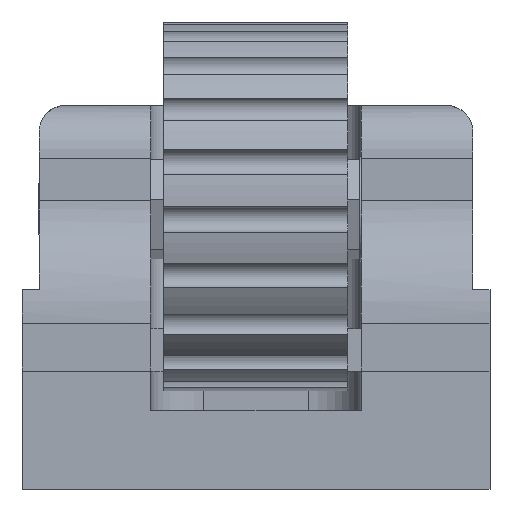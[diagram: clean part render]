
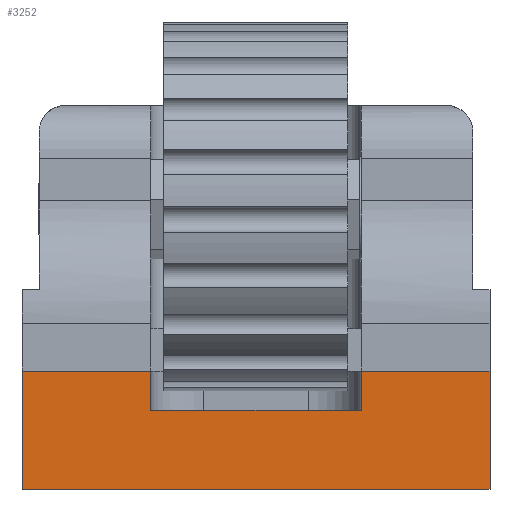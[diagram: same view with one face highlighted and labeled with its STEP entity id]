
A CAD part, front view. The second image highlights one B-rep face of the part: STEP entity #3252.
In plain terms, the highlighted planar face has unit normal (0, -1, 0).
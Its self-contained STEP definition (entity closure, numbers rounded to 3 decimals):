
#394=FACE_OUTER_BOUND('',#576,.T.);
#576=EDGE_LOOP('',(#2536,#2537,#2538,#2539,#2540,#2541,#2542,#2543));
#779=LINE('',#5138,#1096);
#790=LINE('',#5186,#1107);
#794=LINE('',#5193,#1111);
#799=LINE('',#5208,#1116);
#800=LINE('',#5210,#1117);
#801=LINE('',#5211,#1118);
#802=LINE('',#5213,#1119);
#803=LINE('',#5214,#1120);
#1096=VECTOR('',#4179,10.);
#1107=VECTOR('',#4232,10.);
#1111=VECTOR('',#4238,10.);
#1116=VECTOR('',#4255,10.);
#1117=VECTOR('',#4256,10.);
#1118=VECTOR('',#4257,10.);
#1119=VECTOR('',#4258,10.);
#1120=VECTOR('',#4259,10.);
#1438=VERTEX_POINT('',#5136);
#1439=VERTEX_POINT('',#5137);
#1454=VERTEX_POINT('',#5183);
#1455=VERTEX_POINT('',#5185);
#1457=VERTEX_POINT('',#5191);
#1461=VERTEX_POINT('',#5207);
#1462=VERTEX_POINT('',#5209);
#1463=VERTEX_POINT('',#5212);
#1818=EDGE_CURVE('',#1438,#1439,#779,.T.);
#1841=EDGE_CURVE('',#1454,#1455,#790,.T.);
#1845=EDGE_CURVE('',#1454,#1457,#794,.T.);
#1852=EDGE_CURVE('',#1438,#1461,#799,.T.);
#1853=EDGE_CURVE('',#1462,#1461,#800,.T.);
#1854=EDGE_CURVE('',#1455,#1462,#801,.T.);
#1855=EDGE_CURVE('',#1463,#1457,#802,.T.);
#1856=EDGE_CURVE('',#1439,#1463,#803,.T.);
#2536=ORIENTED_EDGE('',*,*,#1852,.T.);
#2537=ORIENTED_EDGE('',*,*,#1853,.F.);
#2538=ORIENTED_EDGE('',*,*,#1854,.F.);
#2539=ORIENTED_EDGE('',*,*,#1841,.F.);
#2540=ORIENTED_EDGE('',*,*,#1845,.T.);
#2541=ORIENTED_EDGE('',*,*,#1855,.F.);
#2542=ORIENTED_EDGE('',*,*,#1856,.F.);
#2543=ORIENTED_EDGE('',*,*,#1818,.F.);
#3100=PLANE('',#3590);
#3252=ADVANCED_FACE('',(#394),#3100,.T.);
#3590=AXIS2_PLACEMENT_3D('',#5206,#4253,#4254);
#4179=DIRECTION('',(-1.,0.,0.));
#4232=DIRECTION('',(1.,0.,0.));
#4238=DIRECTION('',(0.,0.,1.));
#4253=DIRECTION('center_axis',(0.,-1.,0.));
#4254=DIRECTION('ref_axis',(1.,0.,0.));
#4255=DIRECTION('',(0.,0.,1.));
#4256=DIRECTION('',(1.,0.,0.));
#4257=DIRECTION('',(0.,0.,1.));
#4258=DIRECTION('',(1.,0.,0.));
#4259=DIRECTION('',(0.,0.,1.));
#5136=CARTESIAN_POINT('',(8.9,-11.6,-1.5));
#5137=CARTESIAN_POINT('',(-8.9,-11.6,-1.5));
#5138=CARTESIAN_POINT('',(-3.8,-11.6,-1.5));
#5183=CARTESIAN_POINT('',(-4.,-11.6,1.5));
#5185=CARTESIAN_POINT('',(4.,-11.6,1.5));
#5186=CARTESIAN_POINT('',(-3.35,-11.6,1.5));
#5191=CARTESIAN_POINT('',(-4.,-11.6,3.));
#5193=CARTESIAN_POINT('',(-4.,-11.6,0.));
#5206=CARTESIAN_POINT('Origin',(-8.9,-11.6,0.));
#5207=CARTESIAN_POINT('',(8.9,-11.6,3.));
#5208=CARTESIAN_POINT('',(8.9,-11.6,0.));
#5209=CARTESIAN_POINT('',(4.,-11.6,3.));
#5210=CARTESIAN_POINT('',(8.9,-11.6,3.));
#5211=CARTESIAN_POINT('',(4.,-11.6,0.));
#5212=CARTESIAN_POINT('',(-8.9,-11.6,3.));
#5213=CARTESIAN_POINT('',(-3.35,-11.6,3.));
#5214=CARTESIAN_POINT('',(-8.9,-11.6,0.));
